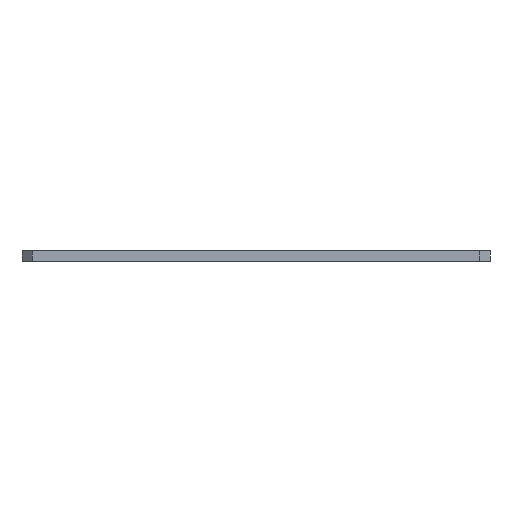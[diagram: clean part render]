
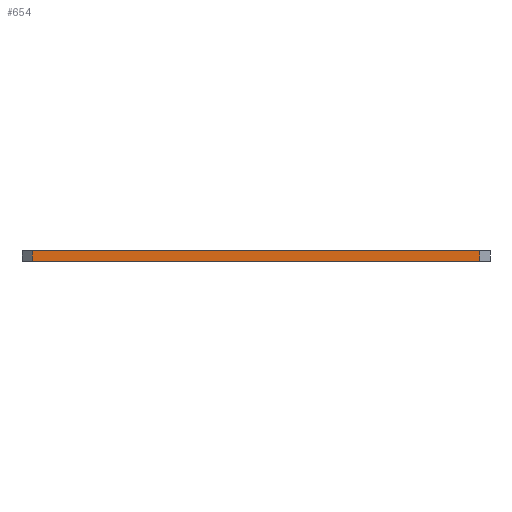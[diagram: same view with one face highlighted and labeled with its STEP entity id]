
A CAD part, front view. The second image highlights one B-rep face of the part: STEP entity #654.
In plain terms, the highlighted planar face has unit normal (0, -1, 0).
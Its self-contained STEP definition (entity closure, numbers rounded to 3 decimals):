
#15 = VERTEX_POINT ( 'NONE', #338 ) ;
#96 = CARTESIAN_POINT ( 'NONE',  ( 88., -90., -2. ) ) ;
#129 = PLANE ( 'NONE',  #140 ) ;
#136 = VERTEX_POINT ( 'NONE', #163 ) ;
#138 = DIRECTION ( 'NONE',  ( 0., 0., 1. ) ) ;
#139 = VECTOR ( 'NONE', #427, 1000. ) ;
#140 = AXIS2_PLACEMENT_3D ( 'NONE', #323, #779, #138 ) ;
#142 = ORIENTED_EDGE ( 'NONE', *, *, #634, .T. ) ;
#157 = VECTOR ( 'NONE', #650, 1000. ) ;
#163 = CARTESIAN_POINT ( 'NONE',  ( 88., -90., 0. ) ) ;
#185 = EDGE_CURVE ( 'NONE', #774, #15, #684, .T. ) ;
#215 = ORIENTED_EDGE ( 'NONE', *, *, #405, .T. ) ;
#312 = DIRECTION ( 'NONE',  ( -1., 0., 0. ) ) ;
#318 = LINE ( 'NONE', #463, #563 ) ;
#323 = CARTESIAN_POINT ( 'NONE',  ( 0., -90., -2. ) ) ;
#338 = CARTESIAN_POINT ( 'NONE',  ( 2., -90., -2. ) ) ;
#346 = VECTOR ( 'NONE', #491, 1000. ) ;
#405 = EDGE_CURVE ( 'NONE', #774, #136, #671, .T. ) ;
#427 = DIRECTION ( 'NONE',  ( -1., 0., 0. ) ) ;
#428 = CARTESIAN_POINT ( 'NONE',  ( 2., -90., -2. ) ) ;
#463 = CARTESIAN_POINT ( 'NONE',  ( 0., -90., 0. ) ) ;
#491 = DIRECTION ( 'NONE',  ( 0., 0., 1. ) ) ;
#526 = FACE_OUTER_BOUND ( 'NONE', #752, .T. ) ;
#563 = VECTOR ( 'NONE', #312, 1000. ) ;
#578 = CARTESIAN_POINT ( 'NONE',  ( 2., -90., 0. ) ) ;
#634 = EDGE_CURVE ( 'NONE', #736, #15, #760, .T. ) ;
#637 = CARTESIAN_POINT ( 'NONE',  ( 0., -90., -2. ) ) ;
#650 = DIRECTION ( 'NONE',  ( 0., 0., -1. ) ) ;
#654 = ADVANCED_FACE ( 'NONE', ( #526 ), #129, .F. ) ;
#671 = LINE ( 'NONE', #817, #346 ) ;
#680 = ORIENTED_EDGE ( 'NONE', *, *, #722, .T. ) ;
#684 = LINE ( 'NONE', #637, #139 ) ;
#722 = EDGE_CURVE ( 'NONE', #136, #736, #318, .T. ) ;
#725 = ORIENTED_EDGE ( 'NONE', *, *, #185, .F. ) ;
#736 = VERTEX_POINT ( 'NONE', #578 ) ;
#752 = EDGE_LOOP ( 'NONE', ( #725, #215, #680, #142 ) ) ;
#760 = LINE ( 'NONE', #428, #157 ) ;
#774 = VERTEX_POINT ( 'NONE', #96 ) ;
#779 = DIRECTION ( 'NONE',  ( 0., 1., 0. ) ) ;
#817 = CARTESIAN_POINT ( 'NONE',  ( 88., -90., -2. ) ) ;
